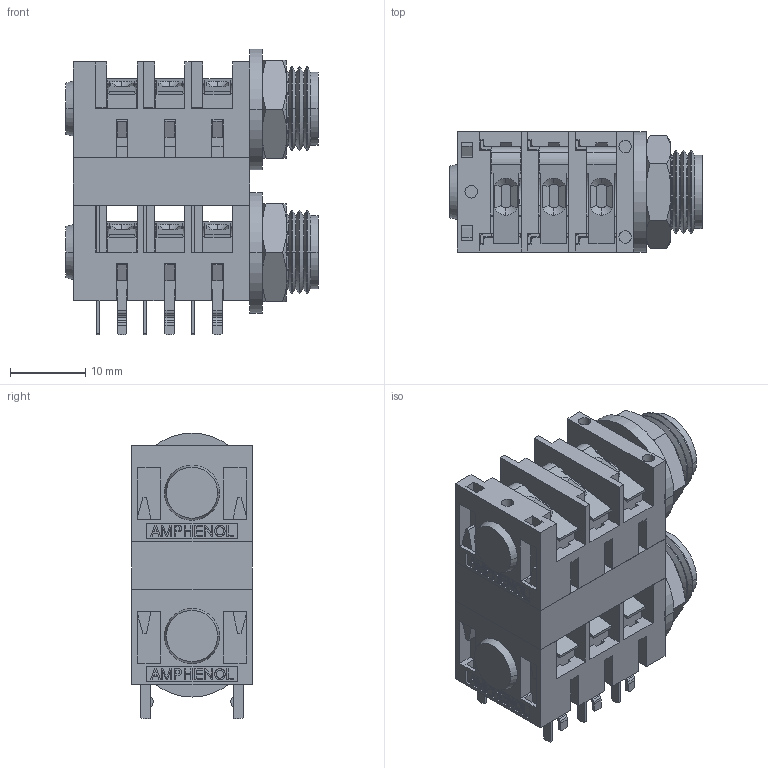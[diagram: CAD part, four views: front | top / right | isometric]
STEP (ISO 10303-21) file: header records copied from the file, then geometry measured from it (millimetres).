
FILE_DESCRIPTION((''),'2;1');
FILE_NAME('ACJS-MHD.stp','2009-08-17T10:54:42',(''),(''),'Mechanical Desktop 2006','Mechanical Desktop 2006',', , ');
FILE_SCHEMA(('CONFIG_CONTROL_DESIGN'));
Length unit declared in the file: millimetre
Products named in the file (1): ACJM-MHD
Bounding box: 33.5 x 16 x 37.95 mm (x, y, z)
Volume: 8220.7 mm3; surface area: 14312.3 mm2
Topology: 24 solids, 24 shells, 1602 faces, 4249 edges, 2704 vertices
Faces by surface type: plane 912, cylinder 369, cone 190, bspline 131
Entity records: 49998 total; most frequent: CARTESIAN_POINT 9877, ORIENTED_EDGE 8498, DIRECTION 8059, EDGE_CURVE 4249, VECTOR 3183, LINE 3183, VERTEX_POINT 2704, AXIS2_PLACEMENT_3D 2438
